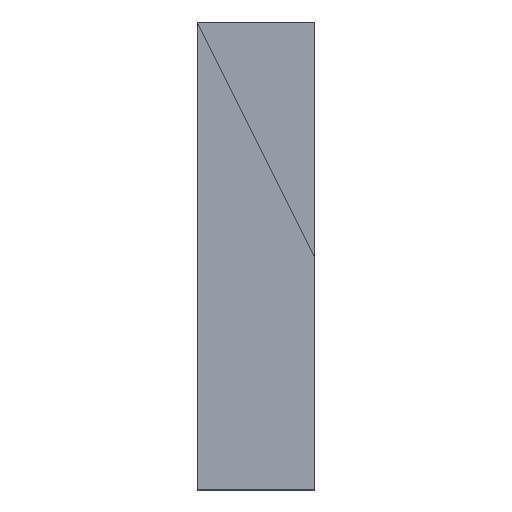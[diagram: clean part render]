
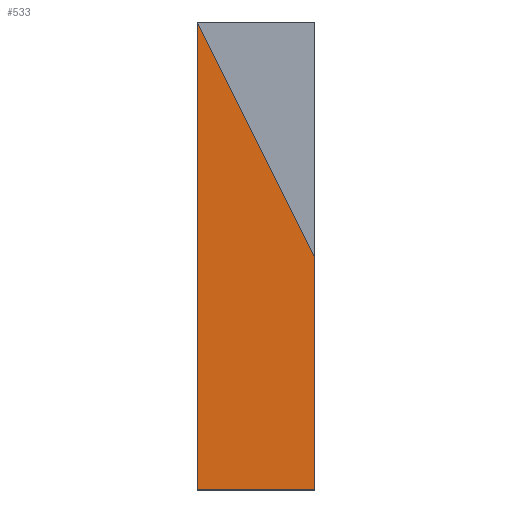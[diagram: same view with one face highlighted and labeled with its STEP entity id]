
A CAD part, top view. The second image highlights one B-rep face of the part: STEP entity #533.
In plain terms, the highlighted planar face has unit normal (0, 0, 1).
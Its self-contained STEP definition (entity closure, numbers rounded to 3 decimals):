
#47=FACE_OUTER_BOUND('',#82,.T.);
#82=EDGE_LOOP('',(#455,#456,#457,#458));
#99=LINE('',#746,#168);
#110=LINE('',#767,#179);
#145=LINE('',#837,#214);
#151=LINE('',#848,#220);
#168=VECTOR('',#591,10.);
#179=VECTOR('',#604,1.54);
#214=VECTOR('',#687,1.54);
#220=VECTOR('',#703,1.54);
#237=VERTEX_POINT('',#743);
#238=VERTEX_POINT('',#745);
#247=VERTEX_POINT('',#765);
#258=VERTEX_POINT('',#836);
#273=EDGE_CURVE('',#238,#237,#99,.T.);
#284=EDGE_CURVE('',#247,#237,#110,.T.);
#319=EDGE_CURVE('',#258,#238,#145,.T.);
#325=EDGE_CURVE('',#258,#247,#151,.T.);
#455=ORIENTED_EDGE('',*,*,#273,.T.);
#456=ORIENTED_EDGE('',*,*,#284,.F.);
#457=ORIENTED_EDGE('',*,*,#325,.F.);
#458=ORIENTED_EDGE('',*,*,#319,.T.);
#498=PLANE('',#570);
#533=ADVANCED_FACE('',(#47),#498,.T.);
#570=AXIS2_PLACEMENT_3D('',#851,#707,#708);
#591=DIRECTION('',(0.,1.,0.));
#604=DIRECTION('',(0.447,-0.894,0.));
#687=DIRECTION('',(1.,0.,0.));
#703=DIRECTION('',(0.,1.,0.));
#707=DIRECTION('center_axis',(0.,0.,1.));
#708=DIRECTION('ref_axis',(1.,0.,0.));
#743=CARTESIAN_POINT('',(-47.278,113.413,78.561));
#745=CARTESIAN_POINT('',(-47.278,101.176,78.561));
#746=CARTESIAN_POINT('',(-47.278,107.182,78.561));
#765=CARTESIAN_POINT('',(-53.477,125.813,78.561));
#767=CARTESIAN_POINT('',(-53.477,125.813,78.561));
#836=CARTESIAN_POINT('',(-53.477,101.176,78.561));
#837=CARTESIAN_POINT('',(-53.477,101.176,78.561));
#848=CARTESIAN_POINT('',(-53.477,101.176,78.561));
#851=CARTESIAN_POINT('Origin',(-41.159,101.176,78.561));
